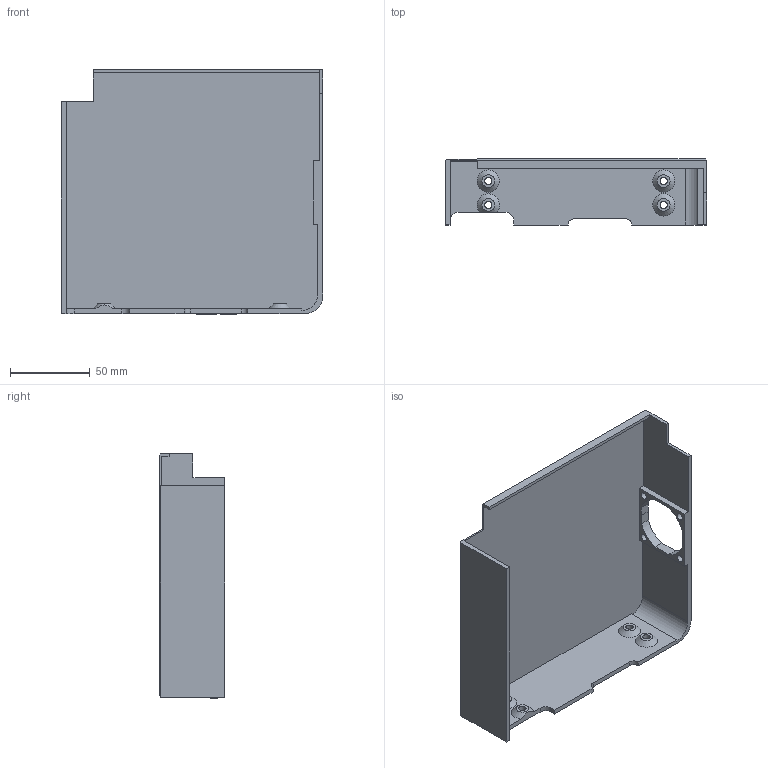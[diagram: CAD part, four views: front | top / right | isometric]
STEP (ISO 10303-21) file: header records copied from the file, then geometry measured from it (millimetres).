
FILE_DESCRIPTION(/* description */ (''),/* implementation_level */ '2;1');
FILE_NAME(/* name */ 'Perseus-electrionics-cover.step',/* time_stamp */ '2022-01-21T14:16:48+08:00',/* author */ (''),/* organization */ (''),/* preprocessor_version */ 'ST-DEVELOPER v18.1',/* originating_system */ 'Autodesk Translation Framework v10.10.0.1391',/* authorisation */ '');
FILE_SCHEMA (('AUTOMOTIVE_DESIGN { 1 0 10303 214 3 1 1 }'));
Length unit declared in the file: millimetre
Products named in the file (1): Electrionics Cover
Bounding box: 164 x 41.2 x 153.5 mm (x, y, z)
Volume: 77755.4 mm3; surface area: 84583.7 mm2
Topology: 1 solids, 1 shells, 226 faces, 623 edges, 414 vertices
Faces by surface type: bspline 119, plane 84, cylinder 18, cone 5
Full cylindrical faces by diameter (mm): 4.5 x8
Entity records: 8339 total; most frequent: CARTESIAN_POINT 3289, ORIENTED_EDGE 1246, DIRECTION 646, EDGE_CURVE 623, VERTEX_POINT 414, LINE 338, VECTOR 338, EDGE_LOOP 259
